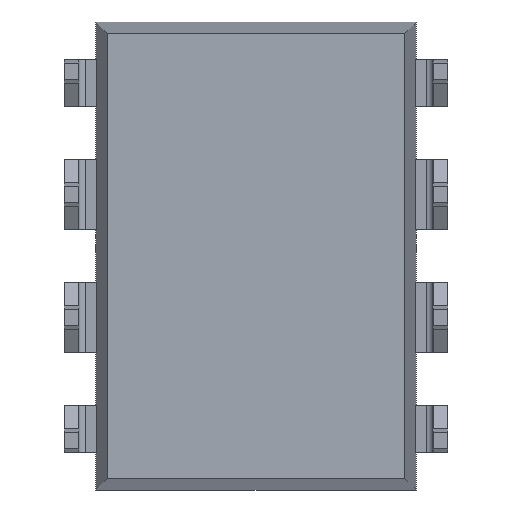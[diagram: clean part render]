
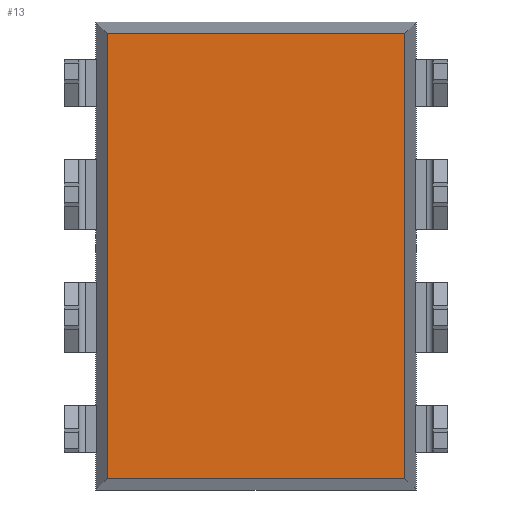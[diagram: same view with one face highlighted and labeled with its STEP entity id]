
A CAD part, front view. The second image highlights one B-rep face of the part: STEP entity #13.
In plain terms, the highlighted planar face has unit normal (0, -1, 0).
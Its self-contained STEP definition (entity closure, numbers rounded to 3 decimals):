
#13 = ADVANCED_FACE ( 'NONE', ( #3947 ), #4384, .T. ) ;
#326 = DIRECTION ( 'NONE',  ( -1., 0., 0. ) ) ;
#441 = VECTOR ( 'NONE', #877, 1000. ) ;
#614 = AXIS2_PLACEMENT_3D ( 'NONE', #1997, #1316, #3018 ) ;
#877 = DIRECTION ( 'NONE',  ( 0., 0., 1. ) ) ;
#1094 = CARTESIAN_POINT ( 'NONE',  ( 3.067, 1.14, 4.592 ) ) ;
#1134 = VERTEX_POINT ( 'NONE', #2300 ) ;
#1239 = CARTESIAN_POINT ( 'NONE',  ( -3.067, 1.14, -4.592 ) ) ;
#1273 = LINE ( 'NONE', #3394, #2900 ) ;
#1283 = LINE ( 'NONE', #1975, #2913 ) ;
#1316 = DIRECTION ( 'NONE',  ( 0., -1., 0. ) ) ;
#1335 = DIRECTION ( 'NONE',  ( 1., 0., 0. ) ) ;
#1541 = EDGE_CURVE ( 'NONE', #2270, #1893, #1283, .T. ) ;
#1893 = VERTEX_POINT ( 'NONE', #1239 ) ;
#1975 = CARTESIAN_POINT ( 'NONE',  ( -3.067, 1.14, -4.828 ) ) ;
#1997 = CARTESIAN_POINT ( 'NONE',  ( 0., 1.14, 0. ) ) ;
#2270 = VERTEX_POINT ( 'NONE', #3556 ) ;
#2300 = CARTESIAN_POINT ( 'NONE',  ( 3.067, 1.14, -4.592 ) ) ;
#2312 = DIRECTION ( 'NONE',  ( 0., 0., -1. ) ) ;
#2440 = LINE ( 'NONE', #4315, #441 ) ;
#2671 = EDGE_CURVE ( 'NONE', #1893, #1134, #1273, .T. ) ;
#2832 = ORIENTED_EDGE ( 'NONE', *, *, #3699, .T. ) ;
#2900 = VECTOR ( 'NONE', #1335, 1000. ) ;
#2913 = VECTOR ( 'NONE', #2312, 1000. ) ;
#3018 = DIRECTION ( 'NONE',  ( 0., 0., -1. ) ) ;
#3030 = ORIENTED_EDGE ( 'NONE', *, *, #2671, .T. ) ;
#3143 = ORIENTED_EDGE ( 'NONE', *, *, #1541, .T. ) ;
#3228 = EDGE_LOOP ( 'NONE', ( #3143, #3030, #4364, #2832 ) ) ;
#3394 = CARTESIAN_POINT ( 'NONE',  ( 3.303, 1.14, -4.592 ) ) ;
#3556 = CARTESIAN_POINT ( 'NONE',  ( -3.067, 1.14, 4.592 ) ) ;
#3699 = EDGE_CURVE ( 'NONE', #4392, #2270, #4321, .T. ) ;
#3947 = FACE_OUTER_BOUND ( 'NONE', #3228, .T. ) ;
#4024 = EDGE_CURVE ( 'NONE', #1134, #4392, #2440, .T. ) ;
#4146 = CARTESIAN_POINT ( 'NONE',  ( -3.302, 1.14, 4.592 ) ) ;
#4315 = CARTESIAN_POINT ( 'NONE',  ( 3.067, 1.14, 4.827 ) ) ;
#4321 = LINE ( 'NONE', #4146, #4372 ) ;
#4364 = ORIENTED_EDGE ( 'NONE', *, *, #4024, .T. ) ;
#4372 = VECTOR ( 'NONE', #326, 1000. ) ;
#4384 = PLANE ( 'NONE',  #614 ) ;
#4392 = VERTEX_POINT ( 'NONE', #1094 ) ;
